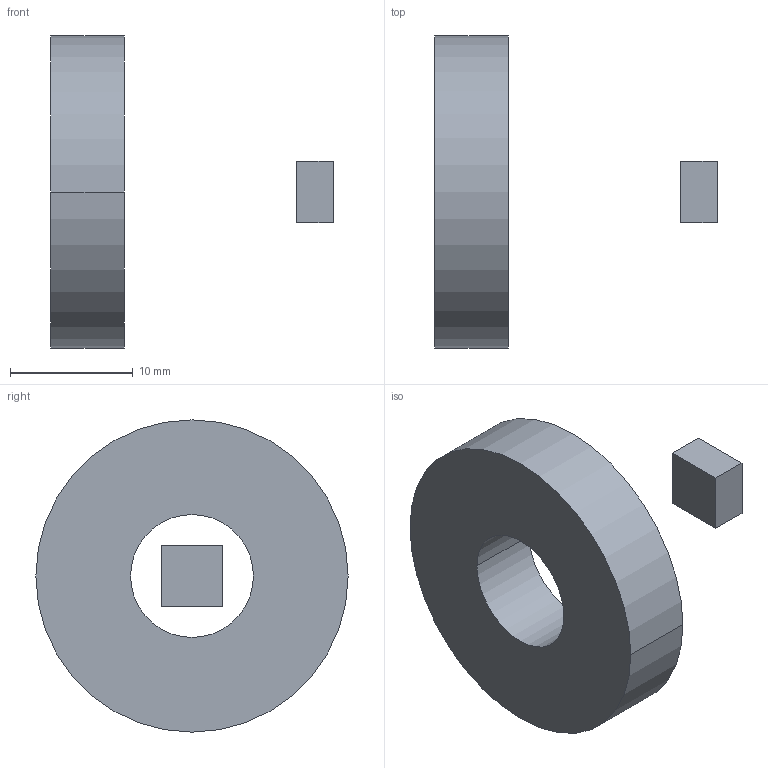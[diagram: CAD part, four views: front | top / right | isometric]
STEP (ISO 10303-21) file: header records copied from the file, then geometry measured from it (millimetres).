
FILE_DESCRIPTION(/* description */ ('VariCAD 2014-2.05 AP-214'),/* implementation_level */ '2;1');
FILE_NAME(/* name */ 'PZT_mirror_adapter.stp',/* time_stamp */ '2021-07-07T13:55:28+09:00',/* author */ (''),/* organization */ (''),/* preprocessor_version */ 'ST-DEVELOPER v14',/* originating_system */ 'VariCAD 2014-2.05; kernel version (20130303)',/* authorisation */ '');
FILE_SCHEMA (('AUTOMOTIVE_DESIGN'));
Length unit declared in the file: millimetre
Products named in the file (3): PZT_mirror_adapter
Assembly tree (2 placements, depth 2):
  PZT_mirror_adapter
    (unnamed)
    (unnamed)
Bounding box: 23 x 25.4 x 25.4 mm (x, y, z)
Volume: 2644 mm3; surface area: 1633.6 mm2
Topology: 2 solids, 2 shells, 12 faces, 24 edges, 16 vertices
Faces by surface type: plane 8, cylinder 4
Entity records: 411 total; most frequent: DIRECTION 70, CARTESIAN_POINT 59, ORIENTED_EDGE 48, AXIS2_PLACEMENT_3D 27, EDGE_CURVE 24, LINE 16, VECTOR 16, VERTEX_POINT 16
